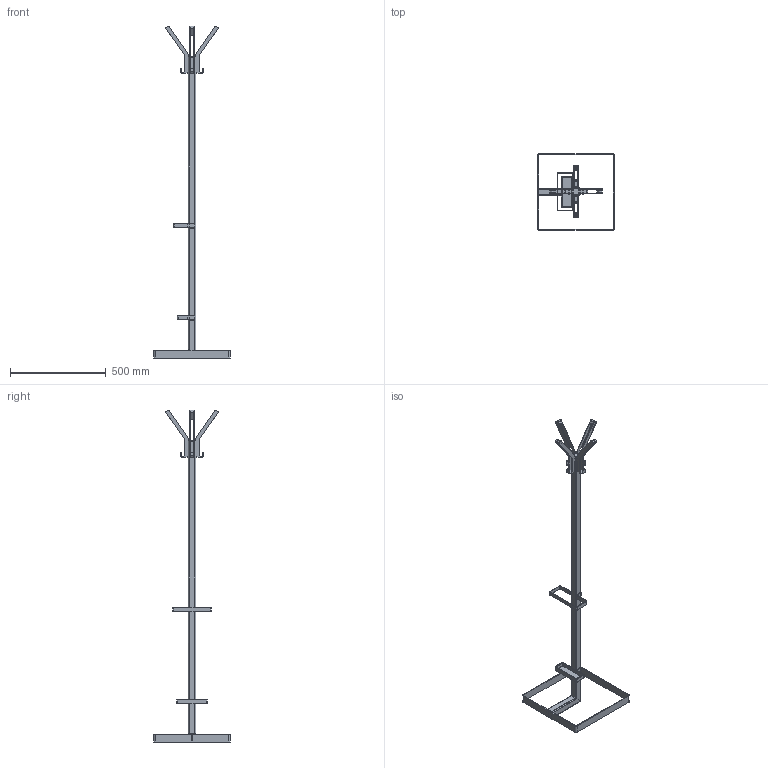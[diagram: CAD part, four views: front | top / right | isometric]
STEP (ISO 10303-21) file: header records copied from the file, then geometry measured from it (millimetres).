
FILE_DESCRIPTION(/* description */ (''),/* implementation_level */ '2;1');
FILE_NAME(/* name */ 'VJ_001.stp',/* time_stamp */ '2024-09-27T11:36:35+02:00',/* author */ ('Darena'),/* organization */ (''),/* preprocessor_version */ 'ST-DEVELOPER v16.5',/* originating_system */ 'Autodesk Inventor 2017',/* authorisation */ '');
FILE_SCHEMA (('AUTOMOTIVE_DESIGN { 1 0 10303 214 3 1 1 }'));
Length unit declared in the file: millimetre
Products named in the file (16): VJ_001; VJ_001_1; VJ_003_A; CSN 426935 - 40x40x3-1650; CSN 426935 - 40x40x3-260; VJ_002; VJ_002_1; VJ_002_B; VJ_002_C; VJ_002_A; VJ_004; VJ_005; VJ_006; VJ_007.ipt; VJ_007.ipt_1; VJ_007
Assembly tree (19 placements, depth 3):
  VJ_001
    VJ_001_1
    VJ_003_A
    CSN 426935 - 40x40x3-1650
    CSN 426935 - 40x40x3-260
    VJ_002  x4
      VJ_002_1
      VJ_002_A
      VJ_002_B
      VJ_002_C
    VJ_004
    VJ_005
    VJ_006
    VJ_007.ipt
      VJ_007.ipt_1
      VJ_007
Bounding box: 400 x 400 x 1730.07 mm (x, y, z)
Volume: 1317462.1 mm3; surface area: 872579.1 mm2
Topology: 80 solids, 80 shells, 873 faces, 1831 edges, 1076 vertices
Faces by surface type: plane 675, cylinder 164, bspline 18, cone 16
Entity records: 14488 total; most frequent: CARTESIAN_POINT 2895, DIRECTION 2376, ORIENTED_EDGE 2180, EDGE_CURVE 1082, LINE 862, VECTOR 862, AXIS2_PLACEMENT_3D 757, VERTEX_POINT 628
